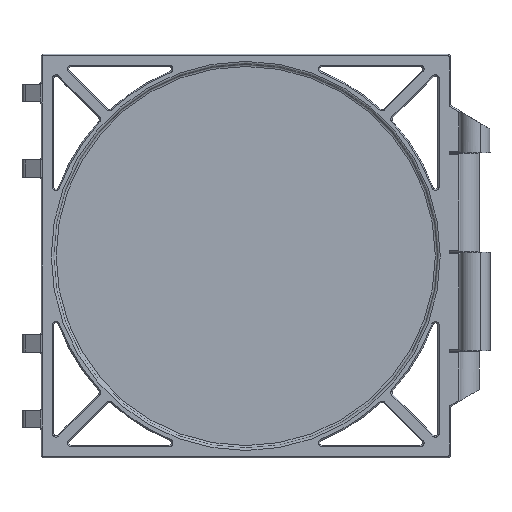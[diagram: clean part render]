
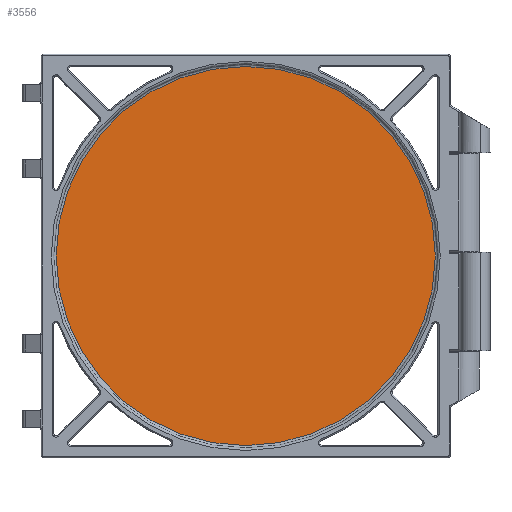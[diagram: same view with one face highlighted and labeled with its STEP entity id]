
A CAD part, top view. The second image highlights one B-rep face of the part: STEP entity #3556.
In plain terms, the highlighted planar face has unit normal (0, 0, 1).
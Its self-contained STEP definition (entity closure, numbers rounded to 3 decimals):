
#111=PLANE('',#3842);
#227=FACE_OUTER_BOUND('',#452,.T.);
#452=EDGE_LOOP('',(#2532));
#731=CIRCLE('',#3840,76.5);
#1645=VERTEX_POINT('',#5696);
#1979=EDGE_CURVE('',#1645,#1645,#731,.T.);
#2532=ORIENTED_EDGE('',*,*,#1979,.F.);
#3556=ADVANCED_FACE('',(#227),#111,.T.);
#3840=AXIS2_PLACEMENT_3D('',#5697,#4341,#4342);
#3842=AXIS2_PLACEMENT_3D('',#5699,#4345,#4346);
#4341=DIRECTION('center_axis',(0.,0.,-1.));
#4342=DIRECTION('ref_axis',(-1.,0.,0.));
#4345=DIRECTION('center_axis',(0.,0.,1.));
#4346=DIRECTION('ref_axis',(-1.,0.,0.));
#5696=CARTESIAN_POINT('',(76.5,0.,3.));
#5697=CARTESIAN_POINT('Origin',(0.,0.,
3.));
#5699=CARTESIAN_POINT('Origin',(0.,0.,
3.));
